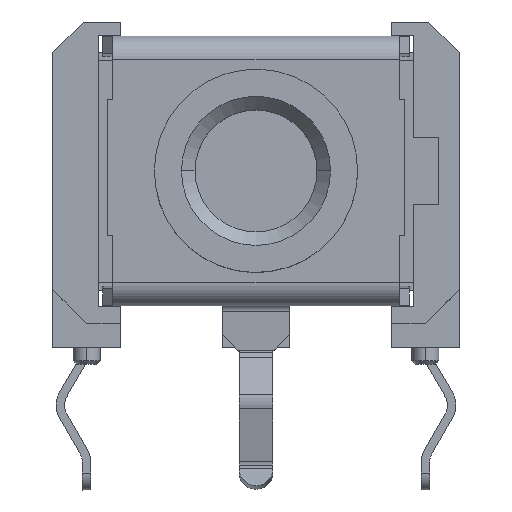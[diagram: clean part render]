
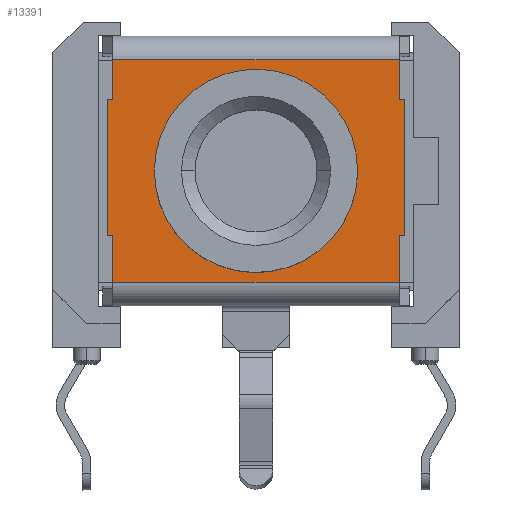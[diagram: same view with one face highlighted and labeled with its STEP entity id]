
A CAD part, top view. The second image highlights one B-rep face of the part: STEP entity #13391.
In plain terms, the highlighted planar face has unit normal (0, 0, 1).
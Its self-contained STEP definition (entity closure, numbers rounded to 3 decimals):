
#943 = VECTOR ( 'NONE', #3265, 1000. ) ;
#995 = EDGE_CURVE ( 'NONE', #1954, #12104, #2768, .T. ) ;
#1011 = DIRECTION ( 'NONE',  ( 0., 0., 1. ) ) ;
#1075 = DIRECTION ( 'NONE',  ( 1., 0., 0. ) ) ;
#1129 = VERTEX_POINT ( 'NONE', #4514 ) ;
#1310 = VECTOR ( 'NONE', #10302, 1000. ) ;
#1411 = CARTESIAN_POINT ( 'NONE',  ( -4.225, 2.1, -3.5 ) ) ;
#1472 = ORIENTED_EDGE ( 'NONE', *, *, #8158, .T. ) ;
#1720 = EDGE_CURVE ( 'NONE', #10773, #9956, #5794, .T. ) ;
#1854 = VECTOR ( 'NONE', #7642, 1000. ) ;
#1922 = LINE ( 'NONE', #3187, #6443 ) ;
#1954 = VERTEX_POINT ( 'NONE', #7686 ) ;
#1987 = ORIENTED_EDGE ( 'NONE', *, *, #6118, .T. ) ;
#1992 = EDGE_CURVE ( 'NONE', #3038, #4254, #1922, .T. ) ;
#2126 = VECTOR ( 'NONE', #13685, 1000. ) ;
#2218 = DIRECTION ( 'NONE',  ( 1., 0., 0. ) ) ;
#2251 = VERTEX_POINT ( 'NONE', #13293 ) ;
#2286 = CARTESIAN_POINT ( 'NONE',  ( -0.137, -18.932, -3.5 ) ) ;
#2316 = LINE ( 'NONE', #5667, #1310 ) ;
#2525 = VERTEX_POINT ( 'NONE', #3459 ) ;
#2543 = ORIENTED_EDGE ( 'NONE', *, *, #14568, .T. ) ;
#2599 = CARTESIAN_POINT ( 'NONE',  ( -4.225, -1.9, -3.5 ) ) ;
#2768 = LINE ( 'NONE', #11146, #1854 ) ;
#3038 = VERTEX_POINT ( 'NONE', #7610 ) ;
#3187 = CARTESIAN_POINT ( 'NONE',  ( -4.375, 2.1, -3.5 ) ) ;
#3220 = EDGE_CURVE ( 'NONE', #4254, #13266, #7839, .T. ) ;
#3229 = DIRECTION ( 'NONE',  ( 0., 0., -1. ) ) ;
#3265 = DIRECTION ( 'NONE',  ( 1., 0., 0. ) ) ;
#3459 = CARTESIAN_POINT ( 'NONE',  ( 4.375, 2.1, -3.5 ) ) ;
#3492 = PLANE ( 'NONE',  #4997 ) ;
#3576 = DIRECTION ( 'NONE',  ( 0., 1., 0. ) ) ;
#3641 = LINE ( 'NONE', #4631, #4059 ) ;
#3771 = VECTOR ( 'NONE', #14918, 1000. ) ;
#4059 = VECTOR ( 'NONE', #1075, 1000. ) ;
#4254 = VERTEX_POINT ( 'NONE', #13174 ) ;
#4414 = LINE ( 'NONE', #9059, #2126 ) ;
#4514 = CARTESIAN_POINT ( 'NONE',  ( 4.225, 3.28, -3.5 ) ) ;
#4631 = CARTESIAN_POINT ( 'NONE',  ( 4.225, -1.9, -3.5 ) ) ;
#4888 = ORIENTED_EDGE ( 'NONE', *, *, #7715, .F. ) ;
#4997 = AXIS2_PLACEMENT_3D ( 'NONE', #2286, #1011, #2218 ) ;
#5612 = CARTESIAN_POINT ( 'NONE',  ( 4.225, -3.28, -3.5 ) ) ;
#5667 = CARTESIAN_POINT ( 'NONE',  ( 4.375, 2.1, -3.5 ) ) ;
#5794 = LINE ( 'NONE', #10501, #14920 ) ;
#6041 = EDGE_CURVE ( 'NONE', #8098, #1129, #4414, .T. ) ;
#6118 = EDGE_CURVE ( 'NONE', #9956, #14456, #3641, .T. ) ;
#6159 = LINE ( 'NONE', #13313, #10663 ) ;
#6443 = VECTOR ( 'NONE', #7988, 1000. ) ;
#6779 = VECTOR ( 'NONE', #11692, 1000. ) ;
#6901 = VECTOR ( 'NONE', #9694, 1000. ) ;
#7101 = VECTOR ( 'NONE', #7237, 1000. ) ;
#7237 = DIRECTION ( 'NONE',  ( 0., -1., 0. ) ) ;
#7376 = CARTESIAN_POINT ( 'NONE',  ( -4.225, -3.28, -3.5 ) ) ;
#7490 = CIRCLE ( 'NONE', #13320, 3. ) ;
#7610 = CARTESIAN_POINT ( 'NONE',  ( -4.375, 2.1, -3.5 ) ) ;
#7642 = DIRECTION ( 'NONE',  ( 0., -1., 0. ) ) ;
#7686 = CARTESIAN_POINT ( 'NONE',  ( -4.225, 3.28, -3.5 ) ) ;
#7715 = EDGE_CURVE ( 'NONE', #10773, #10273, #10704, .T. ) ;
#7836 = AXIS2_PLACEMENT_3D ( 'NONE', #9087, #3229, #9164 ) ;
#7839 = LINE ( 'NONE', #13683, #943 ) ;
#7988 = DIRECTION ( 'NONE',  ( 0., -1., 0. ) ) ;
#8013 = CARTESIAN_POINT ( 'NONE',  ( 1.106, 2.789, -3.5 ) ) ;
#8098 = VERTEX_POINT ( 'NONE', #9029 ) ;
#8158 = EDGE_CURVE ( 'NONE', #12900, #2251, #7490, .T. ) ;
#8219 = FACE_BOUND ( 'NONE', #12846, .T. ) ;
#8286 = ORIENTED_EDGE ( 'NONE', *, *, #8604, .F. ) ;
#8456 = CARTESIAN_POINT ( 'NONE',  ( 4.375, -1.9, -3.5 ) ) ;
#8603 = ORIENTED_EDGE ( 'NONE', *, *, #9617, .T. ) ;
#8604 = EDGE_CURVE ( 'NONE', #1954, #1129, #6159, .T. ) ;
#8734 = ORIENTED_EDGE ( 'NONE', *, *, #11352, .T. ) ;
#8804 = CIRCLE ( 'NONE', #7836, 3. ) ;
#8850 = CARTESIAN_POINT ( 'NONE',  ( 4.225, -1.9, -3.5 ) ) ;
#9029 = CARTESIAN_POINT ( 'NONE',  ( 4.225, 2.1, -3.5 ) ) ;
#9059 = CARTESIAN_POINT ( 'NONE',  ( 4.225, 2.1, -3.5 ) ) ;
#9087 = CARTESIAN_POINT ( 'NONE',  ( 0., 0., -3.5 ) ) ;
#9164 = DIRECTION ( 'NONE',  ( 0.369, 0.93, 0. ) ) ;
#9215 = FACE_OUTER_BOUND ( 'NONE', #14494, .T. ) ;
#9300 = CARTESIAN_POINT ( 'NONE',  ( 4.375, -1.9, -3.5 ) ) ;
#9617 = EDGE_CURVE ( 'NONE', #2251, #12900, #8804, .T. ) ;
#9694 = DIRECTION ( 'NONE',  ( -1., 0., 0. ) ) ;
#9909 = CARTESIAN_POINT ( 'NONE',  ( -4.225, -1.9, -3.5 ) ) ;
#9956 = VERTEX_POINT ( 'NONE', #8850 ) ;
#10273 = VERTEX_POINT ( 'NONE', #7376 ) ;
#10302 = DIRECTION ( 'NONE',  ( -1., 0., 0. ) ) ;
#10306 = ORIENTED_EDGE ( 'NONE', *, *, #6041, .T. ) ;
#10501 = CARTESIAN_POINT ( 'NONE',  ( 4.225, -3.28, -3.5 ) ) ;
#10663 = VECTOR ( 'NONE', #11936, 1000. ) ;
#10704 = LINE ( 'NONE', #10776, #6779 ) ;
#10773 = VERTEX_POINT ( 'NONE', #5612 ) ;
#10776 = CARTESIAN_POINT ( 'NONE',  ( 4.225, -3.28, -3.5 ) ) ;
#11146 = CARTESIAN_POINT ( 'NONE',  ( -4.225, 3.28, -3.5 ) ) ;
#11194 = CARTESIAN_POINT ( 'NONE',  ( -4.225, 2.1, -3.5 ) ) ;
#11352 = EDGE_CURVE ( 'NONE', #2525, #8098, #2316, .T. ) ;
#11467 = EDGE_CURVE ( 'NONE', #12104, #3038, #14163, .T. ) ;
#11692 = DIRECTION ( 'NONE',  ( -1., 0., 0. ) ) ;
#11936 = DIRECTION ( 'NONE',  ( 1., 0., 0. ) ) ;
#12104 = VERTEX_POINT ( 'NONE', #11194 ) ;
#12516 = ORIENTED_EDGE ( 'NONE', *, *, #11467, .T. ) ;
#12520 = ORIENTED_EDGE ( 'NONE', *, *, #995, .T. ) ;
#12713 = LINE ( 'NONE', #9300, #3771 ) ;
#12846 = EDGE_LOOP ( 'NONE', ( #1472, #8603 ) ) ;
#12879 = ORIENTED_EDGE ( 'NONE', *, *, #3220, .T. ) ;
#12895 = EDGE_CURVE ( 'NONE', #14456, #2525, #12713, .T. ) ;
#12900 = VERTEX_POINT ( 'NONE', #8013 ) ;
#12954 = DIRECTION ( 'NONE',  ( 0.369, 0.93, 0. ) ) ;
#12964 = ORIENTED_EDGE ( 'NONE', *, *, #1720, .T. ) ;
#13004 = LINE ( 'NONE', #2599, #7101 ) ;
#13174 = CARTESIAN_POINT ( 'NONE',  ( -4.375, -1.9, -3.5 ) ) ;
#13195 = ORIENTED_EDGE ( 'NONE', *, *, #1992, .T. ) ;
#13266 = VERTEX_POINT ( 'NONE', #9909 ) ;
#13293 = CARTESIAN_POINT ( 'NONE',  ( -1.106, -2.789, -3.5 ) ) ;
#13313 = CARTESIAN_POINT ( 'NONE',  ( -4.225, 3.28, -3.5 ) ) ;
#13320 = AXIS2_PLACEMENT_3D ( 'NONE', #14022, #14250, #12954 ) ;
#13391 = ADVANCED_FACE ( 'NONE', ( #9215, #8219 ), #3492, .T. ) ;
#13683 = CARTESIAN_POINT ( 'NONE',  ( -4.375, -1.9, -3.5 ) ) ;
#13685 = DIRECTION ( 'NONE',  ( 0., 1., 0. ) ) ;
#14022 = CARTESIAN_POINT ( 'NONE',  ( 0., 0., -3.5 ) ) ;
#14163 = LINE ( 'NONE', #1411, #6901 ) ;
#14250 = DIRECTION ( 'NONE',  ( 0., 0., -1. ) ) ;
#14456 = VERTEX_POINT ( 'NONE', #8456 ) ;
#14494 = EDGE_LOOP ( 'NONE', ( #4888, #12964, #1987, #14722, #8734, #10306, #8286, #12520, #12516, #13195, #12879, #2543 ) ) ;
#14568 = EDGE_CURVE ( 'NONE', #13266, #10273, #13004, .T. ) ;
#14722 = ORIENTED_EDGE ( 'NONE', *, *, #12895, .T. ) ;
#14918 = DIRECTION ( 'NONE',  ( 0., 1., 0. ) ) ;
#14920 = VECTOR ( 'NONE', #3576, 1000. ) ;
